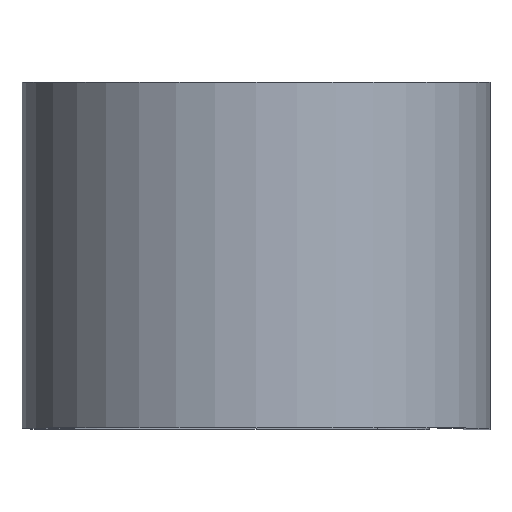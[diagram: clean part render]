
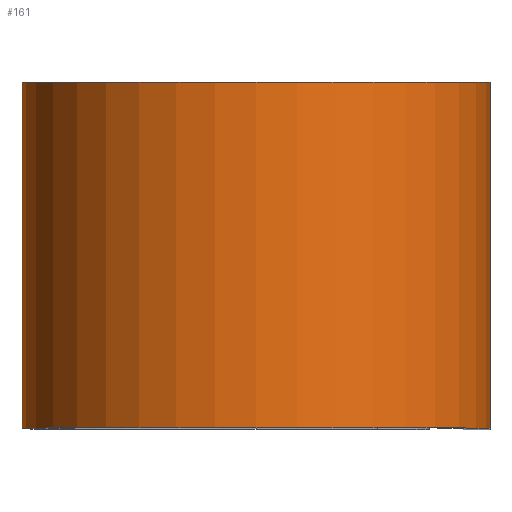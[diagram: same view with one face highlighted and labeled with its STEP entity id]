
A CAD part, top view. The second image highlights one B-rep face of the part: STEP entity #161.
In plain terms, the highlighted cylindrical face has radius 10.744 mm (diameter 21.488 mm), a partial arc.
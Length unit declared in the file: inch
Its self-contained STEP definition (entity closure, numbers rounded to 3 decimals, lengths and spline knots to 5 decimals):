
#58 = CYLINDRICAL_SURFACE ( 'NONE', #489, 0.423 ) ;
#63 = ORIENTED_EDGE ( 'NONE', *, *, #828, .T. ) ;
#67 = VERTEX_POINT ( 'NONE', #370 ) ;
#130 = CARTESIAN_POINT ( 'NONE',  ( -0.423, -0.3125, 0.75 ) ) ;
#132 = CARTESIAN_POINT ( 'NONE',  ( 0., -0.3125, 0.75 ) ) ;
#152 = ORIENTED_EDGE ( 'NONE', *, *, #408, .F. ) ;
#159 = DIRECTION ( 'NONE',  ( 0., 0., -1. ) ) ;
#161 = ADVANCED_FACE ( 'NONE', ( #603 ), #58, .T. ) ;
#164 = EDGE_LOOP ( 'NONE', ( #63, #152, #297, #829 ) ) ;
#186 = CARTESIAN_POINT ( 'NONE',  ( 0., 0.3125, 0.75 ) ) ;
#208 = DIRECTION ( 'NONE',  ( 1., 0., 0. ) ) ;
#216 = CARTESIAN_POINT ( 'NONE',  ( 0.423, 0.3125, 0.75 ) ) ;
#239 = VERTEX_POINT ( 'NONE', #130 ) ;
#252 = AXIS2_PLACEMENT_3D ( 'NONE', #186, #649, #255 ) ;
#255 = DIRECTION ( 'NONE',  ( 1., 0., 0. ) ) ;
#274 = CIRCLE ( 'NONE', #252, 0.423 ) ;
#290 = VECTOR ( 'NONE', #853, 39.37008 ) ;
#297 = ORIENTED_EDGE ( 'NONE', *, *, #610, .F. ) ;
#305 = CARTESIAN_POINT ( 'NONE',  ( 0.423, 0.3125, 0.75 ) ) ;
#331 = VERTEX_POINT ( 'NONE', #216 ) ;
#350 = AXIS2_PLACEMENT_3D ( 'NONE', #132, #608, #208 ) ;
#369 = CARTESIAN_POINT ( 'NONE',  ( -0.423, 0.3125, 0.75 ) ) ;
#370 = CARTESIAN_POINT ( 'NONE',  ( 0.423, -0.3125, 0.75 ) ) ;
#408 = EDGE_CURVE ( 'NONE', #331, #67, #831, .T. ) ;
#422 = CARTESIAN_POINT ( 'NONE',  ( -0.423, 0.3125, 0.75 ) ) ;
#440 = CIRCLE ( 'NONE', #350, 0.423 ) ;
#489 = AXIS2_PLACEMENT_3D ( 'NONE', #870, #624, #159 ) ;
#603 = FACE_OUTER_BOUND ( 'NONE', #164, .T. ) ;
#608 = DIRECTION ( 'NONE',  ( 0., 1., 0. ) ) ;
#610 = EDGE_CURVE ( 'NONE', #863, #331, #274, .T. ) ;
#624 = DIRECTION ( 'NONE',  ( 0., -1., 0. ) ) ;
#649 = DIRECTION ( 'NONE',  ( 0., 1., 0. ) ) ;
#740 = DIRECTION ( 'NONE',  ( 0., -1., 0. ) ) ;
#774 = LINE ( 'NONE', #422, #290 ) ;
#813 = VECTOR ( 'NONE', #740, 39.37008 ) ;
#815 = EDGE_CURVE ( 'NONE', #863, #239, #774, .T. ) ;
#828 = EDGE_CURVE ( 'NONE', #239, #67, #440, .T. ) ;
#829 = ORIENTED_EDGE ( 'NONE', *, *, #815, .T. ) ;
#831 = LINE ( 'NONE', #305, #813 ) ;
#853 = DIRECTION ( 'NONE',  ( 0., -1., 0. ) ) ;
#863 = VERTEX_POINT ( 'NONE', #369 ) ;
#870 = CARTESIAN_POINT ( 'NONE',  ( 0., 0.3125, 0.75 ) ) ;
